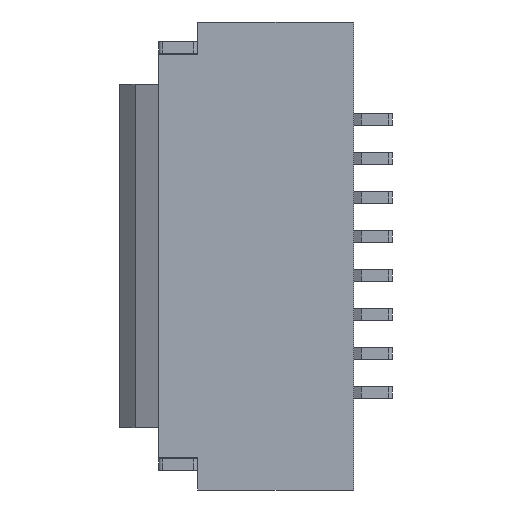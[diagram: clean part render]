
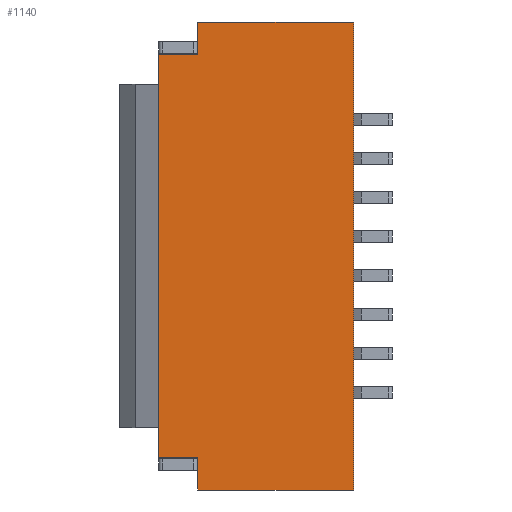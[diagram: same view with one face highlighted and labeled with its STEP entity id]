
A CAD part, front view. The second image highlights one B-rep face of the part: STEP entity #1140.
In plain terms, the highlighted planar face has unit normal (0, -1, 0).
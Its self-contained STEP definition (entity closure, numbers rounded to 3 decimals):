
#430=CARTESIAN_POINT('',(1.202,-0.908,15.85));
#440=DIRECTION('',(0.,1.,0.));
#450=DIRECTION('',(1.,0.,0.));
#460=AXIS2_PLACEMENT_3D('',#430,#440,#450);
#470=PLANE('',#460);
#480=CARTESIAN_POINT('',(3.202,-0.908,5.188));
#490=DIRECTION('',(1.,0.,0.));
#500=VECTOR('',#490,1.);
#510=LINE('',#480,#500);
#520=CARTESIAN_POINT('',(0.702,-0.908,5.188));
#530=VERTEX_POINT('',#520);
#540=CARTESIAN_POINT('',(1.202,-0.908,5.188));
#550=VERTEX_POINT('',#540);
#560=EDGE_CURVE('',#530,#550,#510,.T.);
#570=ORIENTED_EDGE('',*,*,#560,.F.);
#580=CARTESIAN_POINT('',(1.202,-0.908,5.188));
#590=DIRECTION('',(0.,0.,1.));
#600=VECTOR('',#590,1.);
#610=LINE('',#580,#600);
#620=CARTESIAN_POINT('',(1.202,-0.908,5.6));
#630=VERTEX_POINT('',#620);
#640=EDGE_CURVE('',#550,#630,#610,.T.);
#650=ORIENTED_EDGE('',*,*,#640,.F.);
#660=CARTESIAN_POINT('',(1.202,-0.908,5.6));
#670=DIRECTION('',(1.,0.,0.));
#680=VECTOR('',#670,1.);
#690=LINE('',#660,#680);
#700=CARTESIAN_POINT('',(3.202,-0.908,5.6));
#710=VERTEX_POINT('',#700);
#720=EDGE_CURVE('',#630,#710,#690,.T.);
#730=ORIENTED_EDGE('',*,*,#720,.F.);
#740=CARTESIAN_POINT('',(3.202,-0.908,17.938));
#750=DIRECTION('',(0.,0.,-1.));
#760=VECTOR('',#750,1.);
#770=LINE('',#740,#760);
#780=CARTESIAN_POINT('',(3.202,-0.908,-0.4));
#790=VERTEX_POINT('',#780);
#800=EDGE_CURVE('',#710,#790,#770,.T.);
#810=ORIENTED_EDGE('',*,*,#800,.F.);
#820=CARTESIAN_POINT('',(1.202,-0.908,-0.4));
#830=DIRECTION('',(1.,0.,0.));
#840=VECTOR('',#830,1.);
#850=LINE('',#820,#840);
#860=CARTESIAN_POINT('',(1.202,-0.908,-0.4));
#870=VERTEX_POINT('',#860);
#880=EDGE_CURVE('',#870,#790,#850,.T.);
#890=ORIENTED_EDGE('',*,*,#880,.T.);
#900=CARTESIAN_POINT('',(1.202,-0.908,0.012));
#910=DIRECTION('',(0.,0.,-1.));
#920=VECTOR('',#910,1.);
#930=LINE('',#900,#920);
#940=CARTESIAN_POINT('',(1.202,-0.908,0.012));
#950=VERTEX_POINT('',#940);
#960=EDGE_CURVE('',#950,#870,#930,.T.);
#970=ORIENTED_EDGE('',*,*,#960,.T.);
#980=CARTESIAN_POINT('',(3.202,-0.908,0.012));
#990=DIRECTION('',(1.,0.,0.));
#1000=VECTOR('',#990,1.);
#1010=LINE('',#980,#1000);
#1020=CARTESIAN_POINT('',(0.702,-0.908,0.012));
#1030=VERTEX_POINT('',#1020);
#1040=EDGE_CURVE('',#1030,#950,#1010,.T.);
#1050=ORIENTED_EDGE('',*,*,#1040,.T.);
#1060=CARTESIAN_POINT('',(0.702,-0.908,-0.615));
#1070=DIRECTION('',(0.,0.,1.));
#1080=VECTOR('',#1070,1.);
#1090=LINE('',#1060,#1080);
#1100=EDGE_CURVE('',#1030,#530,#1090,.T.);
#1110=ORIENTED_EDGE('',*,*,#1100,.F.);
#1120=EDGE_LOOP('',(#1110,#1050,#970,#890,#810,#730,#650,#570));
#1130=FACE_OUTER_BOUND('',#1120,.T.);
#1140=ADVANCED_FACE('',(#1130),#470,.F.);
